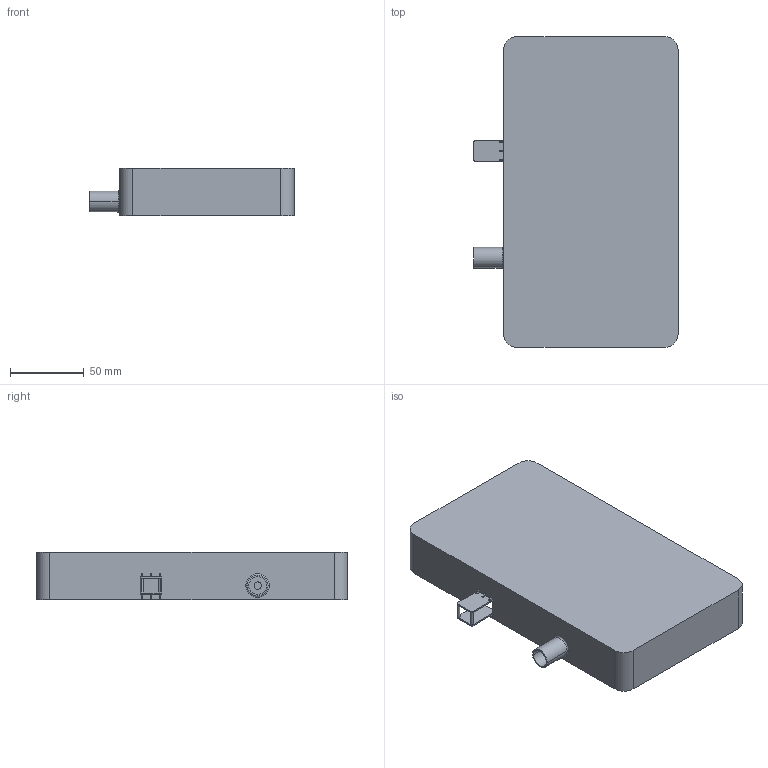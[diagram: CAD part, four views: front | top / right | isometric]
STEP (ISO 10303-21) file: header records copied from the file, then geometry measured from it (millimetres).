
FILE_DESCRIPTION (( 'STEP AP214' ), '1' );
FILE_NAME ('Bottom covering box.STEP', '2022-08-27T07:08:54', ( '' ), ( '' ), 'SwSTEP 2.0', 'SolidWorks 2022', '' );
FILE_SCHEMA (( 'AUTOMOTIVE_DESIGN' ));
Length unit declared in the file: millimetre
Products named in the file (1): Bottom covering box
Bounding box: 138 x 210 x 32 mm (x, y, z)
Volume: 147720.8 mm3; surface area: 103508.4 mm2
Topology: 2 solids, 2 shells, 210 faces, 566 edges, 362 vertices
Faces by surface type: plane 112, cylinder 84, torus 10, bspline 4
Entity records: 7629 total; most frequent: CARTESIAN_POINT 1323, DIRECTION 1144, ORIENTED_EDGE 1124, EDGE_CURVE 562, AXIS2_PLACEMENT_3D 383, VECTOR 378, LINE 378, VERTEX_POINT 362
